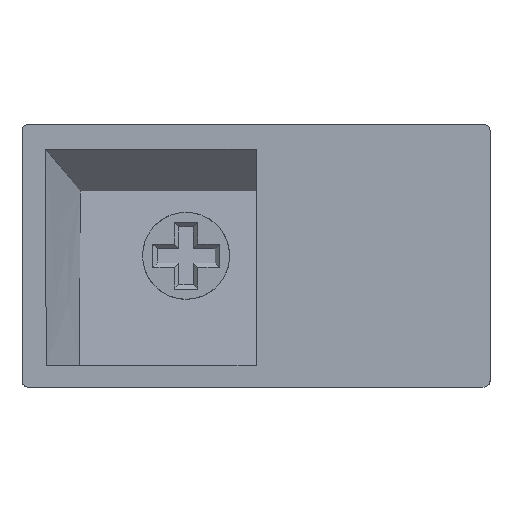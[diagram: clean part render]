
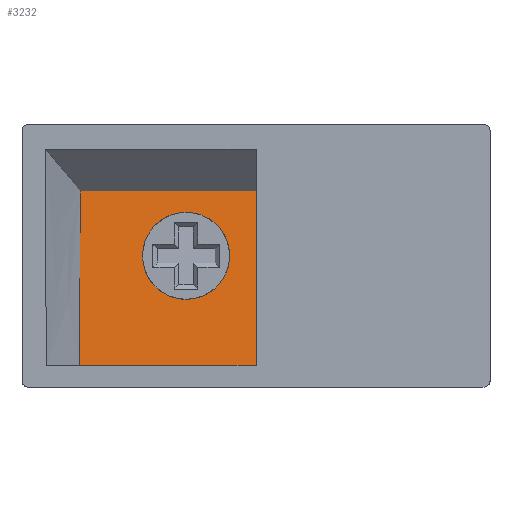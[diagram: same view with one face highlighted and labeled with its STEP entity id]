
A CAD part, front view. The second image highlights one B-rep face of the part: STEP entity #3232.
In plain terms, the highlighted planar face has unit normal (0, -0.995, 0.103).
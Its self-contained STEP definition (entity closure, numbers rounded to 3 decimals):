
#6 = CARTESIAN_POINT ( 'NONE',  ( 4.024, 5.9, -4.564 ) ) ;
#39 = B_SPLINE_CURVE_WITH_KNOTS ( 'NONE', 3,
 ( #2801, #997, #1028, #1272, #3326, #739, #1519, #3354, #2842, #3338 ),
 .UNSPECIFIED., .F., .F.,
 ( 4, 3, 3, 4 ),
 ( 0., 0.004, 0.008, 0.012 ),
 .UNSPECIFIED. ) ;
#96 = CARTESIAN_POINT ( 'NONE',  ( 18.626, 5.9, -4.564 ) ) ;
#148 = CARTESIAN_POINT ( 'NONE',  ( 18.713, 4.648, -16.6 ) ) ;
#154 = PLANE ( 'NONE',  #1078 ) ;
#190 = CARTESIAN_POINT ( 'NONE',  ( 0., 4.648, -16.6 ) ) ;
#220 = EDGE_CURVE ( 'NONE', #2231, #876, #1341, .T. ) ;
#230 = CARTESIAN_POINT ( 'NONE',  ( 11.325, 5.123, -12.037 ) ) ;
#323 = ORIENTED_EDGE ( 'NONE', *, *, #1187, .T. ) ;
#361 = VERTEX_POINT ( 'NONE', #148 ) ;
#449 =( BOUNDED_CURVE ( )  B_SPLINE_CURVE ( 3, ( #1531, #2026, #1561, #230 ),
 .UNSPECIFIED., .F., .T. ) 
 B_SPLINE_CURVE_WITH_KNOTS ( ( 4, 4 ),
 ( 3.142, 6.283 ),
 .UNSPECIFIED. ) 
 CURVE ( )  GEOMETRIC_REPRESENTATION_ITEM ( )  RATIONAL_B_SPLINE_CURVE ( ( 1., 0.333, 0.333, 1. ) ) 
 REPRESENTATION_ITEM ( '' )  );
#597 = B_SPLINE_CURVE_WITH_KNOTS ( 'NONE', 3,
 ( #1139, #1850, #3184, #2945, #1597, #2114, #3147, #1585, #3172, #6 ),
 .UNSPECIFIED., .F., .F.,
 ( 4, 3, 3, 4 ),
 ( 0., 0.004, 0.008, 0.012 ),
 .UNSPECIFIED. ) ;
#601 = EDGE_CURVE ( 'NONE', #876, #361, #39, .T. ) ;
#627 = CARTESIAN_POINT ( 'NONE',  ( 3.937, 4.648, -16.6 ) ) ;
#726 = ORIENTED_EDGE ( 'NONE', *, *, #898, .F. ) ;
#739 = CARTESIAN_POINT ( 'NONE',  ( 18.673, 5.173, -11.552 ) ) ;
#746 = VERTEX_POINT ( 'NONE', #3099 ) ;
#767 = VECTOR ( 'NONE', #993, 1000. ) ;
#876 = VERTEX_POINT ( 'NONE', #96 ) ;
#898 = EDGE_CURVE ( 'NONE', #3026, #746, #449, .T. ) ;
#927 = CARTESIAN_POINT ( 'NONE',  ( 17.325, 5.747, -6.037 ) ) ;
#980 = DIRECTION ( 'NONE',  ( 0., 0.103, 0.995 ) ) ;
#993 = DIRECTION ( 'NONE',  ( 1., 0., 0. ) ) ;
#997 = CARTESIAN_POINT ( 'NONE',  ( 18.635, 5.745, -6.052 ) ) ;
#1028 = CARTESIAN_POINT ( 'NONE',  ( 18.645, 5.59, -7.54 ) ) ;
#1029 = FACE_OUTER_BOUND ( 'NONE', #2004, .T. ) ;
#1078 = AXIS2_PLACEMENT_3D ( 'NONE', #1224, #3301, #980 ) ;
#1139 = CARTESIAN_POINT ( 'NONE',  ( 3.937, 4.648, -16.6 ) ) ;
#1153 = LINE ( 'NONE', #190, #767 ) ;
#1168 = CARTESIAN_POINT ( 'NONE',  ( 17.325, 5.123, -12.037 ) ) ;
#1187 = EDGE_CURVE ( 'NONE', #2349, #361, #1153, .T. ) ;
#1224 = CARTESIAN_POINT ( 'NONE',  ( 0., 6.306, -0.656 ) ) ;
#1272 = CARTESIAN_POINT ( 'NONE',  ( 18.655, 5.435, -9.029 ) ) ;
#1314 = ORIENTED_EDGE ( 'NONE', *, *, #3029, .F. ) ;
#1341 = LINE ( 'NONE', #2731, #2283 ) ;
#1519 = CARTESIAN_POINT ( 'NONE',  ( 18.683, 5.042, -12.814 ) ) ;
#1531 = CARTESIAN_POINT ( 'NONE',  ( 11.325, 5.747, -6.037 ) ) ;
#1561 = CARTESIAN_POINT ( 'NONE',  ( 5.325, 5.123, -12.037 ) ) ;
#1570 = EDGE_CURVE ( 'NONE', #746, #3026, #2629, .T. ) ;
#1585 = CARTESIAN_POINT ( 'NONE',  ( 4.008, 5.637, -7.087 ) ) ;
#1597 = CARTESIAN_POINT ( 'NONE',  ( 3.982, 5.244, -10.872 ) ) ;
#1666 = CARTESIAN_POINT ( 'NONE',  ( 11.325, 5.123, -12.037 ) ) ;
#1737 = CARTESIAN_POINT ( 'NONE',  ( 4.024, 5.9, -4.564 ) ) ;
#1850 = CARTESIAN_POINT ( 'NONE',  ( 3.95, 4.803, -15.111 ) ) ;
#1863 = CARTESIAN_POINT ( 'NONE',  ( 11.325, 5.747, -6.037 ) ) ;
#2004 = EDGE_LOOP ( 'NONE', ( #3136, #2006, #1314, #323 ) ) ;
#2006 = ORIENTED_EDGE ( 'NONE', *, *, #220, .F. ) ;
#2026 = CARTESIAN_POINT ( 'NONE',  ( 5.325, 5.747, -6.037 ) ) ;
#2114 = CARTESIAN_POINT ( 'NONE',  ( 3.991, 5.375, -9.61 ) ) ;
#2223 = FACE_BOUND ( 'NONE', #2710, .T. ) ;
#2231 = VERTEX_POINT ( 'NONE', #1737 ) ;
#2283 = VECTOR ( 'NONE', #2981, 1000. ) ;
#2349 = VERTEX_POINT ( 'NONE', #627 ) ;
#2629 =( BOUNDED_CURVE ( )  B_SPLINE_CURVE ( 3, ( #1666, #1168, #927, #3263 ),
 .UNSPECIFIED., .F., .F. ) 
 B_SPLINE_CURVE_WITH_KNOTS ( ( 4, 4 ),
 ( 0., 3.142 ),
 .UNSPECIFIED. ) 
 CURVE ( )  GEOMETRIC_REPRESENTATION_ITEM ( )  RATIONAL_B_SPLINE_CURVE ( ( 1., 0.333, 0.333, 1. ) ) 
 REPRESENTATION_ITEM ( '' )  );
#2710 = EDGE_LOOP ( 'NONE', ( #3059, #726 ) ) ;
#2731 = CARTESIAN_POINT ( 'NONE',  ( 0., 5.9, -4.564 ) ) ;
#2801 = CARTESIAN_POINT ( 'NONE',  ( 18.626, 5.9, -4.564 ) ) ;
#2842 = CARTESIAN_POINT ( 'NONE',  ( 18.702, 4.779, -15.338 ) ) ;
#2945 = CARTESIAN_POINT ( 'NONE',  ( 3.972, 5.112, -12.133 ) ) ;
#2981 = DIRECTION ( 'NONE',  ( 1., 0., 0. ) ) ;
#3026 = VERTEX_POINT ( 'NONE', #1863 ) ;
#3029 = EDGE_CURVE ( 'NONE', #2349, #2231, #597, .T. ) ;
#3059 = ORIENTED_EDGE ( 'NONE', *, *, #1570, .F. ) ;
#3099 = CARTESIAN_POINT ( 'NONE',  ( 11.325, 5.123, -12.037 ) ) ;
#3136 = ORIENTED_EDGE ( 'NONE', *, *, #601, .F. ) ;
#3147 = CARTESIAN_POINT ( 'NONE',  ( 3.999, 5.506, -8.349 ) ) ;
#3172 = CARTESIAN_POINT ( 'NONE',  ( 4.016, 5.769, -5.825 ) ) ;
#3184 = CARTESIAN_POINT ( 'NONE',  ( 3.961, 4.958, -13.622 ) ) ;
#3232 = ADVANCED_FACE ( 'NONE', ( #2223, #1029 ), #154, .F. ) ;
#3263 = CARTESIAN_POINT ( 'NONE',  ( 11.325, 5.747, -6.037 ) ) ;
#3301 = DIRECTION ( 'NONE',  ( 0., 0.995, -0.103 ) ) ;
#3326 = CARTESIAN_POINT ( 'NONE',  ( 18.664, 5.304, -10.29 ) ) ;
#3338 = CARTESIAN_POINT ( 'NONE',  ( 18.713, 4.648, -16.6 ) ) ;
#3354 = CARTESIAN_POINT ( 'NONE',  ( 18.692, 4.91, -14.076 ) ) ;
